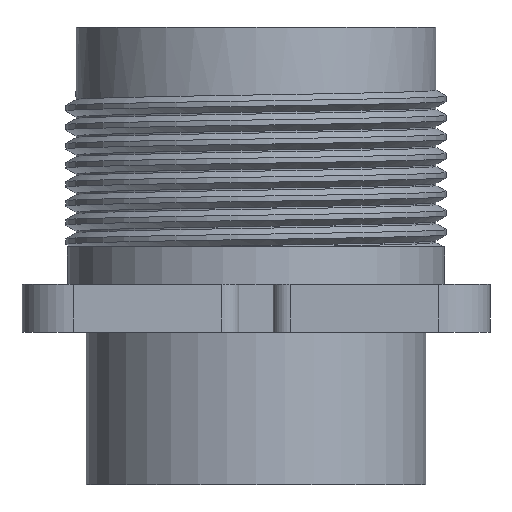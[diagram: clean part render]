
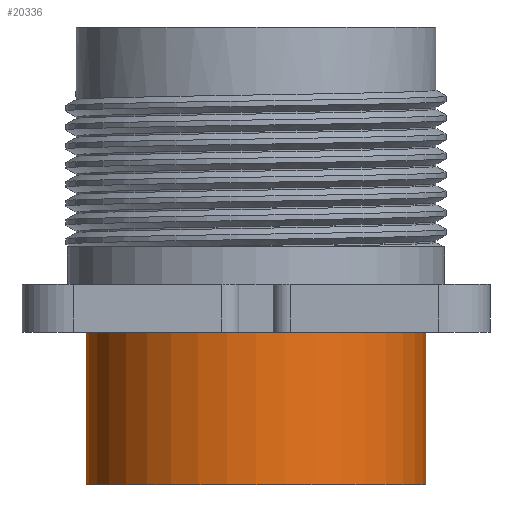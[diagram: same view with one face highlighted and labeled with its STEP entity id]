
A CAD part, front view. The second image highlights one B-rep face of the part: STEP entity #20336.
In plain terms, the highlighted cylindrical face has radius 12.573 mm (diameter 25.146 mm), a partial arc.
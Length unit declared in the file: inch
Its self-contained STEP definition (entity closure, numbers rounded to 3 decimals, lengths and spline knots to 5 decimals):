
#835 = CYLINDRICAL_SURFACE ( 'NONE', #3228, 0.495 ) ;
#912 = EDGE_CURVE ( 'NONE', #15782, #17558, #12634, .T. ) ;
#1406 = LINE ( 'NONE', #19837, #19560 ) ;
#1928 = EDGE_LOOP ( 'NONE', ( #7460, #2441, #18866, #14607 ) ) ;
#1947 = AXIS2_PLACEMENT_3D ( 'NONE', #18005, #18001, #17964 ) ;
#2441 = ORIENTED_EDGE ( 'NONE', *, *, #912, .T. ) ;
#3228 = AXIS2_PLACEMENT_3D ( 'NONE', #8134, #11385, #3234 ) ;
#3234 = DIRECTION ( 'NONE',  ( 1., 0., 0. ) ) ;
#3567 = CARTESIAN_POINT ( 'NONE',  ( 0., 0., -0.89 ) ) ;
#4240 = CARTESIAN_POINT ( 'NONE',  ( 0.495, 0., -0.89 ) ) ;
#4511 = EDGE_CURVE ( 'NONE', #17558, #17983, #1406, .T. ) ;
#5208 = DIRECTION ( 'NONE',  ( 1., 0., 0. ) ) ;
#5922 = CIRCLE ( 'NONE', #20357, 0.495 ) ;
#6267 = DIRECTION ( 'NONE',  ( 0., 0., 1. ) ) ;
#7284 = EDGE_CURVE ( 'NONE', #13062, #17983, #5922, .T. ) ;
#7460 = ORIENTED_EDGE ( 'NONE', *, *, #13170, .F. ) ;
#8134 = CARTESIAN_POINT ( 'NONE',  ( 0., 0., 0. ) ) ;
#8167 = LINE ( 'NONE', #11087, #14200 ) ;
#8583 = DIRECTION ( 'NONE',  ( 0., 0., 1. ) ) ;
#9048 = CARTESIAN_POINT ( 'NONE',  ( -0.495, 0., -1.335 ) ) ;
#10506 = CARTESIAN_POINT ( 'NONE',  ( -0.495, 0., -0.89 ) ) ;
#10665 = CARTESIAN_POINT ( 'NONE',  ( 0.495, 0., -1.335 ) ) ;
#11087 = CARTESIAN_POINT ( 'NONE',  ( -0.495, 0., 0. ) ) ;
#11385 = DIRECTION ( 'NONE',  ( 0., 0., 1. ) ) ;
#12634 = CIRCLE ( 'NONE', #1947, 0.495 ) ;
#13062 = VERTEX_POINT ( 'NONE', #10506 ) ;
#13170 = EDGE_CURVE ( 'NONE', #15782, #13062, #8167, .T. ) ;
#14200 = VECTOR ( 'NONE', #6267, 39.37008 ) ;
#14607 = ORIENTED_EDGE ( 'NONE', *, *, #7284, .F. ) ;
#14871 = DIRECTION ( 'NONE',  ( 0., 0., 1. ) ) ;
#15782 = VERTEX_POINT ( 'NONE', #9048 ) ;
#17558 = VERTEX_POINT ( 'NONE', #10665 ) ;
#17964 = DIRECTION ( 'NONE',  ( 1., 0., 0. ) ) ;
#17983 = VERTEX_POINT ( 'NONE', #4240 ) ;
#17998 = FACE_OUTER_BOUND ( 'NONE', #1928, .T. ) ;
#18001 = DIRECTION ( 'NONE',  ( 0., 0., 1. ) ) ;
#18005 = CARTESIAN_POINT ( 'NONE',  ( 0., 0., -1.335 ) ) ;
#18866 = ORIENTED_EDGE ( 'NONE', *, *, #4511, .T. ) ;
#19560 = VECTOR ( 'NONE', #8583, 39.37008 ) ;
#19837 = CARTESIAN_POINT ( 'NONE',  ( 0.495, 0., 0. ) ) ;
#20336 = ADVANCED_FACE ( 'NONE', ( #17998 ), #835, .T. ) ;
#20357 = AXIS2_PLACEMENT_3D ( 'NONE', #3567, #14871, #5208 ) ;
